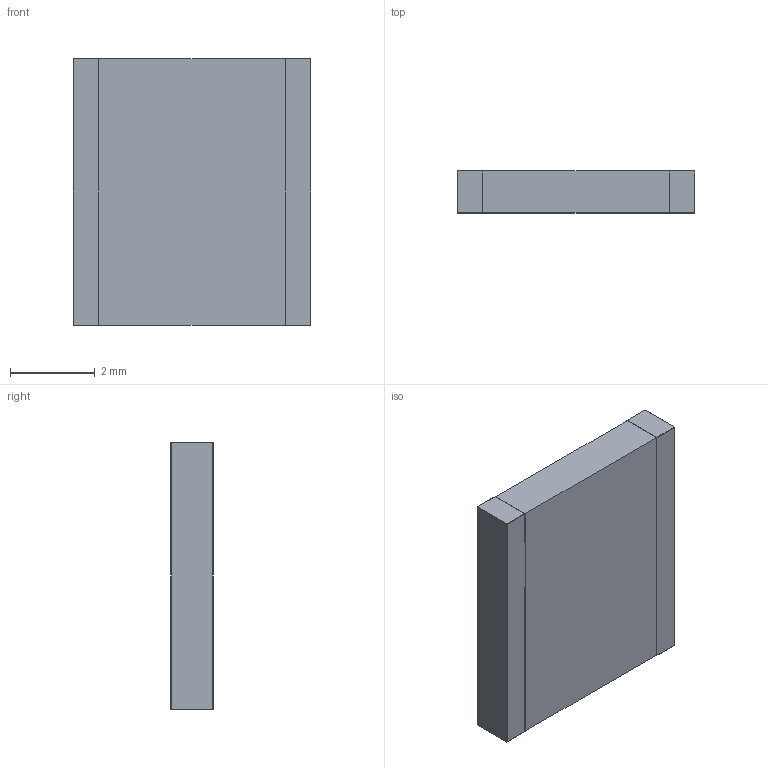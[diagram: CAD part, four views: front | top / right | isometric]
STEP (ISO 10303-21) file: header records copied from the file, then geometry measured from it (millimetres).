
FILE_DESCRIPTION (( 'STEP AP214' ), '1' );
FILE_NAME ('User Library-SMD CAPACITOR.STEP', '2022-02-08T07:20:36', ( '' ), ( '' ), 'SwSTEP 2.0', 'SolidWorks 2021', '' );
FILE_SCHEMA (( 'AUTOMOTIVE_DESIGN' ));
Length unit declared in the file: millimetre
Products named in the file (1): User Library-SMD CAPACITOR
Bounding box: 5.6 x 1 x 6.3 mm (x, y, z)
Volume: 34.6 mm3; surface area: 94.2 mm2
Topology: 1 solids, 1 shells, 40 faces, 92 edges, 48 vertices
Faces by surface type: plane 16, cylinder 16, sphere 8
Entity records: 1522 total; most frequent: DIRECTION 198, CARTESIAN_POINT 173, ORIENTED_EDGE 168, EDGE_CURVE 84, AXIS2_PLACEMENT_3D 73, LINE 52, VECTOR 52, VERTEX_POINT 48
